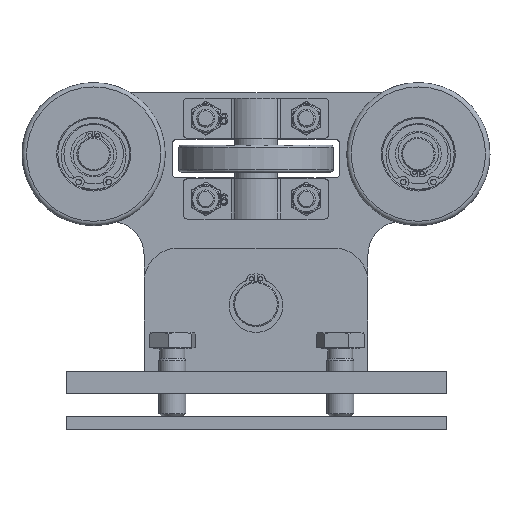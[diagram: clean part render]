
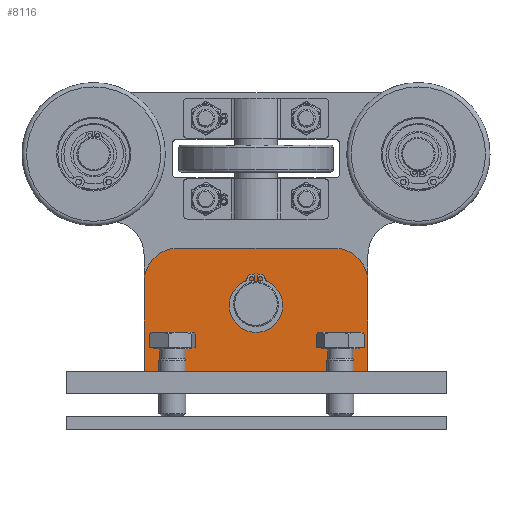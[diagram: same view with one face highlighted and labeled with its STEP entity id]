
A CAD part, front view. The second image highlights one B-rep face of the part: STEP entity #8116.
In plain terms, the highlighted face is planar.
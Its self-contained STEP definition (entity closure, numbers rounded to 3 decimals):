
#616=FACE_BOUND('',#1392,.T.);
#746=PLANE('',#9104);
#936=FACE_OUTER_BOUND('',#1391,.T.);
#1391=EDGE_LOOP('',(#5736,#5737,#5738,#5739,#5740,#5741,#5742,#5743,#5744,
#5745,#5746,#5747));
#1392=EDGE_LOOP('',(#5748,#5749));
#1954=LINE('',#12804,#2441);
#1957=LINE('',#12809,#2444);
#1959=LINE('',#12813,#2446);
#1961=LINE('',#12817,#2448);
#1963=LINE('',#12821,#2450);
#1965=LINE('',#12825,#2452);
#1967=LINE('',#12829,#2454);
#1970=LINE('',#12837,#2457);
#1973=LINE('',#12845,#2460);
#1974=LINE('',#12847,#2461);
#2441=VECTOR('',#10273,10.);
#2444=VECTOR('',#10278,10.);
#2446=VECTOR('',#10282,10.);
#2448=VECTOR('',#10286,10.);
#2450=VECTOR('',#10290,10.);
#2452=VECTOR('',#10294,10.);
#2454=VECTOR('',#10298,10.);
#2457=VECTOR('',#10307,10.);
#2460=VECTOR('',#10316,10.);
#2461=VECTOR('',#10319,10.);
#2887=CIRCLE('',#9082,1.5);
#2892=CIRCLE('',#9089,10.15);
#2893=CIRCLE('',#9098,15.);
#2894=CIRCLE('',#9101,15.);
#3454=VERTEX_POINT('',#12764);
#3456=VERTEX_POINT('',#12767);
#3470=VERTEX_POINT('',#12801);
#3471=VERTEX_POINT('',#12803);
#3472=VERTEX_POINT('',#12807);
#3473=VERTEX_POINT('',#12811);
#3474=VERTEX_POINT('',#12815);
#3475=VERTEX_POINT('',#12819);
#3476=VERTEX_POINT('',#12823);
#3477=VERTEX_POINT('',#12827);
#3478=VERTEX_POINT('',#12831);
#3479=VERTEX_POINT('',#12835);
#3480=VERTEX_POINT('',#12839);
#3481=VERTEX_POINT('',#12843);
#4343=EDGE_CURVE('',#3456,#3454,#2887,.T.);
#4359=EDGE_CURVE('',#3454,#3456,#2892,.T.);
#4361=EDGE_CURVE('',#3470,#3471,#1954,.T.);
#4364=EDGE_CURVE('',#3472,#3470,#1957,.T.);
#4366=EDGE_CURVE('',#3473,#3472,#1959,.T.);
#4368=EDGE_CURVE('',#3474,#3473,#1961,.T.);
#4370=EDGE_CURVE('',#3475,#3474,#1963,.T.);
#4372=EDGE_CURVE('',#3476,#3475,#1965,.T.);
#4374=EDGE_CURVE('',#3477,#3476,#1967,.T.);
#4376=EDGE_CURVE('',#3478,#3477,#2893,.T.);
#4378=EDGE_CURVE('',#3479,#3478,#1970,.T.);
#4380=EDGE_CURVE('',#3480,#3479,#2894,.T.);
#4382=EDGE_CURVE('',#3481,#3480,#1973,.T.);
#4383=EDGE_CURVE('',#3471,#3481,#1974,.T.);
#5736=ORIENTED_EDGE('',*,*,#4383,.F.);
#5737=ORIENTED_EDGE('',*,*,#4361,.F.);
#5738=ORIENTED_EDGE('',*,*,#4364,.F.);
#5739=ORIENTED_EDGE('',*,*,#4366,.F.);
#5740=ORIENTED_EDGE('',*,*,#4368,.F.);
#5741=ORIENTED_EDGE('',*,*,#4370,.F.);
#5742=ORIENTED_EDGE('',*,*,#4372,.F.);
#5743=ORIENTED_EDGE('',*,*,#4374,.F.);
#5744=ORIENTED_EDGE('',*,*,#4376,.F.);
#5745=ORIENTED_EDGE('',*,*,#4378,.F.);
#5746=ORIENTED_EDGE('',*,*,#4380,.F.);
#5747=ORIENTED_EDGE('',*,*,#4382,.F.);
#5748=ORIENTED_EDGE('',*,*,#4343,.T.);
#5749=ORIENTED_EDGE('',*,*,#4359,.T.);
#8116=ADVANCED_FACE('',(#936,#616),#746,.F.);
#9082=AXIS2_PLACEMENT_3D('',#12768,#10243,#10244);
#9089=AXIS2_PLACEMENT_3D('',#12799,#10268,#10269);
#9098=AXIS2_PLACEMENT_3D('',#12833,#10302,#10303);
#9101=AXIS2_PLACEMENT_3D('',#12841,#10311,#10312);
#9104=AXIS2_PLACEMENT_3D('',#12848,#10320,#10321);
#10243=DIRECTION('center_axis',(0.,0.,1.));
#10244=DIRECTION('ref_axis',(-1.,0.,0.));
#10268=DIRECTION('center_axis',(0.,0.,1.));
#10269=DIRECTION('ref_axis',(-1.,0.,0.));
#10273=DIRECTION('',(0.,1.,0.));
#10278=DIRECTION('',(0.707,0.707,0.));
#10282=DIRECTION('',(1.,0.,0.));
#10286=DIRECTION('',(0.707,-0.707,0.));
#10290=DIRECTION('',(0.,-1.,0.));
#10294=DIRECTION('',(1.,0.,0.));
#10298=DIRECTION('',(0.,-1.,0.));
#10302=DIRECTION('center_axis',(0.,0.,1.));
#10303=DIRECTION('ref_axis',(0.,1.,0.));
#10307=DIRECTION('',(-1.,0.,0.));
#10311=DIRECTION('center_axis',(0.,0.,1.));
#10312=DIRECTION('ref_axis',(1.,0.,0.));
#10316=DIRECTION('',(0.,1.,0.));
#10319=DIRECTION('',(1.,0.,0.));
#10320=DIRECTION('center_axis',(0.,0.,1.));
#10321=DIRECTION('ref_axis',(1.,0.,0.));
#12764=CARTESIAN_POINT('',(10.039,-23.504,0.));
#12767=CARTESIAN_POINT('',(10.039,-26.496,0.));
#12768=CARTESIAN_POINT('Origin',(10.15,-25.,0.));
#12799=CARTESIAN_POINT('Origin',(0.,-25.,0.));
#12801=CARTESIAN_POINT('',(40.,-59.5,0.));
#12803=CARTESIAN_POINT('',(40.,-55.,0.));
#12804=CARTESIAN_POINT('',(40.,-59.5,0.));
#12807=CARTESIAN_POINT('',(38.5,-61.,0.));
#12809=CARTESIAN_POINT('',(38.5,-61.,0.));
#12811=CARTESIAN_POINT('',(-38.5,-61.,0.));
#12813=CARTESIAN_POINT('',(-38.5,-61.,0.));
#12815=CARTESIAN_POINT('',(-40.,-59.5,0.));
#12817=CARTESIAN_POINT('',(-40.,-59.5,0.));
#12819=CARTESIAN_POINT('',(-40.,-55.,0.));
#12821=CARTESIAN_POINT('',(-40.,-55.,0.));
#12823=CARTESIAN_POINT('',(-50.,-55.,0.));
#12825=CARTESIAN_POINT('',(-50.,-55.,0.));
#12827=CARTESIAN_POINT('',(-50.,-15.,0.));
#12829=CARTESIAN_POINT('',(-50.,-15.,0.));
#12831=CARTESIAN_POINT('',(-35.,0.,0.));
#12833=CARTESIAN_POINT('Origin',(-35.,-15.,0.));
#12835=CARTESIAN_POINT('',(35.,0.,0.));
#12837=CARTESIAN_POINT('',(35.,0.,0.));
#12839=CARTESIAN_POINT('',(50.,-15.,0.));
#12841=CARTESIAN_POINT('Origin',(35.,-15.,0.));
#12843=CARTESIAN_POINT('',(50.,-55.,0.));
#12845=CARTESIAN_POINT('',(50.,-55.,0.));
#12847=CARTESIAN_POINT('',(40.,-55.,0.));
#12848=CARTESIAN_POINT('Origin',(0.,-31.345,0.));
